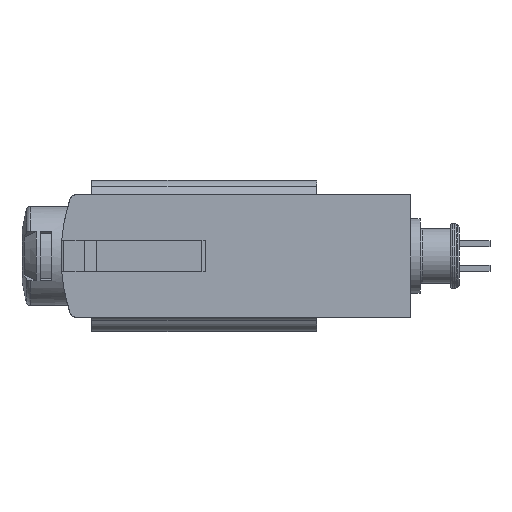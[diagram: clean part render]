
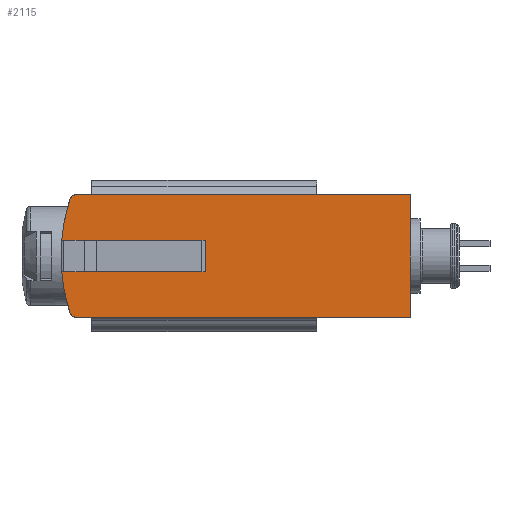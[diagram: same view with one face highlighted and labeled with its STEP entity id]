
A CAD part, left-side view. The second image highlights one B-rep face of the part: STEP entity #2115.
In plain terms, the highlighted planar face has unit normal (-1, 0, 0).
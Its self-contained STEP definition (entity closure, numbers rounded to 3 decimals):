
#37=PLANE('',#2326);
#132=CIRCLE('',#2234,15.);
#135=CIRCLE('',#2237,15.);
#161=CIRCLE('',#2282,0.5);
#178=CIRCLE('',#2327,0.5);
#263=LINE('',#3376,#434);
#284=LINE('',#3432,#455);
#300=LINE('',#3507,#471);
#301=LINE('',#3509,#472);
#302=LINE('',#3512,#473);
#303=LINE('',#3514,#474);
#434=VECTOR('',#2612,1000.);
#455=VECTOR('',#2661,1000.);
#471=VECTOR('',#2741,1000.);
#472=VECTOR('',#2744,1000.);
#473=VECTOR('',#2745,1000.);
#474=VECTOR('',#2748,1000.);
#759=ORIENTED_EDGE('',*,*,#1322,.T.);
#760=ORIENTED_EDGE('',*,*,#1323,.T.);
#761=ORIENTED_EDGE('',*,*,#1173,.F.);
#762=ORIENTED_EDGE('',*,*,#1259,.F.);
#763=ORIENTED_EDGE('',*,*,#1256,.T.);
#764=ORIENTED_EDGE('',*,*,#1321,.T.);
#765=ORIENTED_EDGE('',*,*,#1284,.F.);
#766=ORIENTED_EDGE('',*,*,#1324,.F.);
#767=ORIENTED_EDGE('',*,*,#1176,.F.);
#768=ORIENTED_EDGE('',*,*,#1325,.F.);
#1173=EDGE_CURVE('',#1473,#1474,#132,.T.);
#1176=EDGE_CURVE('',#1476,#1477,#135,.T.);
#1256=EDGE_CURVE('',#1554,#1553,#263,.T.);
#1259=EDGE_CURVE('',#1554,#1473,#161,.T.);
#1284=EDGE_CURVE('',#1574,#1575,#284,.T.);
#1321=EDGE_CURVE('',#1553,#1575,#300,.T.);
#1322=EDGE_CURVE('',#1594,#1595,#301,.T.);
#1323=EDGE_CURVE('',#1595,#1474,#302,.T.);
#1324=EDGE_CURVE('',#1477,#1574,#178,.T.);
#1325=EDGE_CURVE('',#1594,#1476,#303,.T.);
#1473=VERTEX_POINT('',#3167);
#1474=VERTEX_POINT('',#3169);
#1476=VERTEX_POINT('',#3173);
#1477=VERTEX_POINT('',#3175);
#1553=VERTEX_POINT('',#3375);
#1554=VERTEX_POINT('',#3377);
#1574=VERTEX_POINT('',#3431);
#1575=VERTEX_POINT('',#3433);
#1594=VERTEX_POINT('',#3510);
#1595=VERTEX_POINT('',#3511);
#1731=EDGE_LOOP('',(#759,#760,#761,#762,#763,#764,#765,#766,#767,#768));
#1908=FACE_BOUND('',#1731,.T.);
#2115=ADVANCED_FACE('',(#1908),#37,.F.);
#2234=AXIS2_PLACEMENT_3D('',#3168,#2486,#2487);
#2237=AXIS2_PLACEMENT_3D('',#3174,#2492,#2493);
#2282=AXIS2_PLACEMENT_3D('',#3381,#2618,#2619);
#2326=AXIS2_PLACEMENT_3D('',#3508,#2742,#2743);
#2327=AXIS2_PLACEMENT_3D('',#3513,#2746,#2747);
#2486=DIRECTION('',(1.,0.,0.));
#2487=DIRECTION('',(0.,0.,-1.));
#2492=DIRECTION('',(1.,0.,0.));
#2493=DIRECTION('',(0.,0.,-1.));
#2612=DIRECTION('',(0.,-1.,0.));
#2618=DIRECTION('',(1.,0.,0.));
#2619=DIRECTION('',(0.,0.,-1.));
#2661=DIRECTION('',(0.,-1.,0.));
#2741=DIRECTION('',(0.,0.,1.));
#2742=DIRECTION('',(1.,0.,0.));
#2743=DIRECTION('',(0.,0.,-1.));
#2744=DIRECTION('',(0.,0.,-1.));
#2745=DIRECTION('',(0.,1.,0.));
#2746=DIRECTION('',(1.,0.,0.));
#2747=DIRECTION('',(0.,0.,-1.));
#2748=DIRECTION('',(0.,1.,0.));
#3167=CARTESIAN_POINT('',(-102.4,20.109,-4.655));
#3168=CARTESIAN_POINT('',(-102.4,5.85,0.));
#3169=CARTESIAN_POINT('',(-102.4,20.794,-1.3));
#3173=CARTESIAN_POINT('',(-102.4,20.794,1.3));
#3174=CARTESIAN_POINT('',(-102.4,5.85,0.));
#3175=CARTESIAN_POINT('',(-102.4,20.109,4.655));
#3375=CARTESIAN_POINT('',(-102.4,-7.65,-5.));
#3376=CARTESIAN_POINT('',(-102.4,23.,-5.));
#3377=CARTESIAN_POINT('',(-102.4,19.634,-5.));
#3381=CARTESIAN_POINT('',(-102.4,19.634,-4.5));
#3431=CARTESIAN_POINT('',(-102.4,19.634,5.));
#3432=CARTESIAN_POINT('',(-102.4,23.,5.));
#3433=CARTESIAN_POINT('',(-102.4,-7.65,5.));
#3507=CARTESIAN_POINT('',(-102.4,-7.65,-5.));
#3508=CARTESIAN_POINT('',(-102.4,23.,-5.));
#3509=CARTESIAN_POINT('',(-102.4,9.05,1.3));
#3510=CARTESIAN_POINT('',(-102.4,9.05,1.3));
#3511=CARTESIAN_POINT('',(-102.4,9.05,-1.3));
#3512=CARTESIAN_POINT('',(-102.4,9.05,-1.3));
#3513=CARTESIAN_POINT('',(-102.4,19.634,4.5));
#3514=CARTESIAN_POINT('',(-102.4,9.05,1.3));
